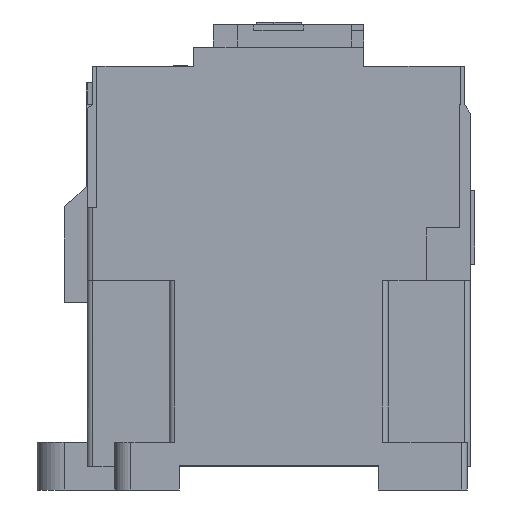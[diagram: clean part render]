
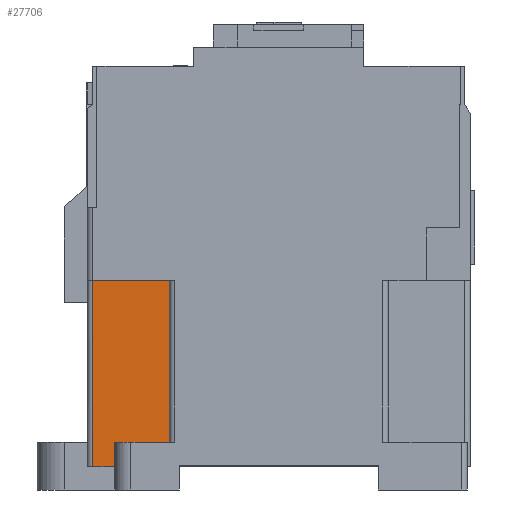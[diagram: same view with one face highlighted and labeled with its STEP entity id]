
A CAD part, left-side view. The second image highlights one B-rep face of the part: STEP entity #27706.
In plain terms, the highlighted planar face has unit normal (-1, 0, 0).
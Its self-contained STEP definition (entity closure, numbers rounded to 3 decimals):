
#2902 = CARTESIAN_POINT ( 'NONE',  ( -13., 34., 38.25 ) ) ;
#2968 = DIRECTION ( 'NONE',  ( 0., 0., 1. ) ) ;
#3001 = VECTOR ( 'NONE', #2968, 1000. ) ;
#3002 = CARTESIAN_POINT ( 'NONE',  ( -13., 34., 4.25 ) ) ;
#3003 = LINE ( 'NONE', #3002, #3001 ) ;
#4543 = DIRECTION ( 'NONE',  ( 0., -1., 0. ) ) ;
#4544 = VECTOR ( 'NONE', #4543, 1000. ) ;
#4545 = CARTESIAN_POINT ( 'NONE',  ( -13., 39.15, 8.75 ) ) ;
#4546 = LINE ( 'NONE', #4545, #4544 ) ;
#4856 = CARTESIAN_POINT ( 'NONE',  ( -13., 20., 8.75 ) ) ;
#4857 = CARTESIAN_POINT ( 'NONE',  ( -13., 30., 8.75 ) ) ;
#6649 = CARTESIAN_POINT ( 'NONE',  ( -13., 20., 38.25 ) ) ;
#7305 = CARTESIAN_POINT ( 'NONE',  ( -13., 30., 4.25 ) ) ;
#7306 = DIRECTION ( 'NONE',  ( 0., 0., -1. ) ) ;
#7307 = VECTOR ( 'NONE', #7306, 1000. ) ;
#7309 = CARTESIAN_POINT ( 'NONE',  ( -13., 30., 8.75 ) ) ;
#7310 = LINE ( 'NONE', #7309, #7307 ) ;
#7377 = LINE ( 'NONE', #6649, #7661 ) ;
#7389 = CARTESIAN_POINT ( 'NONE',  ( -13., 20., 38.25 ) ) ;
#7452 = DIRECTION ( 'NONE',  ( 0., 0., -1. ) ) ;
#7603 = DIRECTION ( 'NONE',  ( 0., -1., 0. ) ) ;
#7604 = VECTOR ( 'NONE', #7603, 1000. ) ;
#7622 = CARTESIAN_POINT ( 'NONE',  ( -13., -34., 4.25 ) ) ;
#7623 = LINE ( 'NONE', #7622, #7604 ) ;
#7661 = VECTOR ( 'NONE', #7452, 1000. ) ;
#8174 = FACE_OUTER_BOUND ( 'NONE', #27708, .T. ) ;
#8246 = DIRECTION ( 'NONE',  ( 0., -1., 0. ) ) ;
#8248 = VECTOR ( 'NONE', #8246, 1000. ) ;
#8250 = CARTESIAN_POINT ( 'NONE',  ( -13., -34., 38.25 ) ) ;
#8401 = DIRECTION ( 'NONE',  ( 0., 0., 1. ) ) ;
#8402 = DIRECTION ( 'NONE',  ( -1., 0., 0. ) ) ;
#8404 = CARTESIAN_POINT ( 'NONE',  ( -13., -34., 4.25 ) ) ;
#8405 = AXIS2_PLACEMENT_3D ( 'NONE', #8404, #8402, #8401 ) ;
#8407 = PLANE ( 'NONE',  #8405 ) ;
#8450 = LINE ( 'NONE', #8250, #8248 ) ;
#12098 = CARTESIAN_POINT ( 'NONE',  ( -13., 34., 4.25 ) ) ;
#25525 = VERTEX_POINT ( 'NONE', #12098 ) ;
#25542 = EDGE_CURVE ( 'NONE', #25525, #25552, #3003, .T. ) ;
#25552 = VERTEX_POINT ( 'NONE', #2902 ) ;
#25848 = EDGE_CURVE ( 'NONE', #25850, #25851, #4546, .T. ) ;
#25850 = VERTEX_POINT ( 'NONE', #4857 ) ;
#25851 = VERTEX_POINT ( 'NONE', #4856 ) ;
#26266 = EDGE_CURVE ( 'NONE', #25850, #26267, #7310, .T. ) ;
#26267 = VERTEX_POINT ( 'NONE', #7305 ) ;
#27549 = VERTEX_POINT ( 'NONE', #7389 ) ;
#27553 = EDGE_CURVE ( 'NONE', #27549, #25851, #7377, .T. ) ;
#27571 = EDGE_CURVE ( 'NONE', #25525, #26267, #7623, .T. ) ;
#27706 = ADVANCED_FACE ( 'NONE', ( #8174 ), #8407, .T. ) ;
#27708 = EDGE_LOOP ( 'NONE', ( #27711, #27713, #27716, #27718, #27722, #27725 ) ) ;
#27711 = ORIENTED_EDGE ( 'NONE', *, *, #26266, .F. ) ;
#27713 = ORIENTED_EDGE ( 'NONE', *, *, #25848, .T. ) ;
#27716 = ORIENTED_EDGE ( 'NONE', *, *, #27553, .F. ) ;
#27718 = ORIENTED_EDGE ( 'NONE', *, *, #27720, .F. ) ;
#27720 = EDGE_CURVE ( 'NONE', #25552, #27549, #8450, .T. ) ;
#27722 = ORIENTED_EDGE ( 'NONE', *, *, #25542, .F. ) ;
#27725 = ORIENTED_EDGE ( 'NONE', *, *, #27571, .T. ) ;
